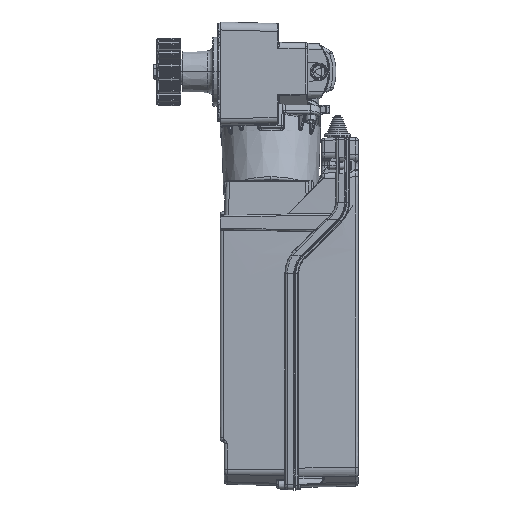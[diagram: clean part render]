
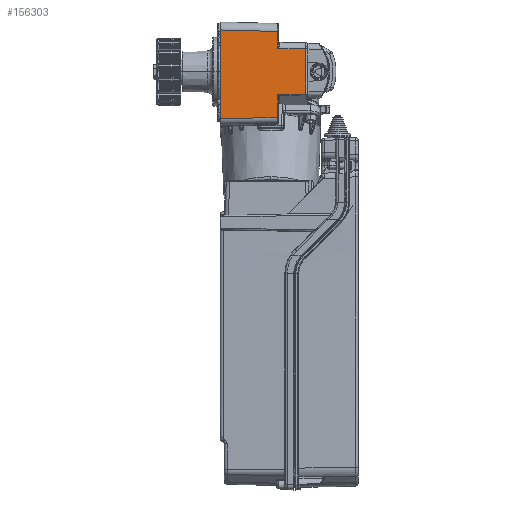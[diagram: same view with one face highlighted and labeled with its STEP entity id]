
A CAD part, left-side view. The second image highlights one B-rep face of the part: STEP entity #156303.
In plain terms, the highlighted planar face has unit normal (-0.999, -0.035, 0).
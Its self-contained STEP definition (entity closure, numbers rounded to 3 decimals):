
#2067 = CARTESIAN_POINT ( 'NONE',  ( -60.504, -85.787, -22.356 ) ) ;
#2393 = EDGE_CURVE ( 'NONE', #118785, #88809, #144090, .T. ) ;
#4319 = VERTEX_POINT ( 'NONE', #2067 ) ;
#4919 = VECTOR ( 'NONE', #95398, 1000. ) ;
#6605 = CARTESIAN_POINT ( 'NONE',  ( -63.5, 0., 42.005 ) ) ;
#7190 = CARTESIAN_POINT ( 'NONE',  ( -61.501, -57.235, -24.808 ) ) ;
#7426 = EDGE_CURVE ( 'NONE', #4319, #124359, #73586, .T. ) ;
#13811 = EDGE_LOOP ( 'NONE', ( #86328, #186228, #39557, #79933, #141902, #136650, #175532, #135473, #161594, #126940 ) ) ;
#24834 = CARTESIAN_POINT ( 'NONE',  ( -61.42, -59.565, -22.482 ) ) ;
#24880 = CARTESIAN_POINT ( 'NONE',  ( -61.484, -57.717, 23.535 ) ) ;
#25486 = CARTESIAN_POINT ( 'NONE',  ( -61.484, -57.717, 23.535 ) ) ;
#26427 = CARTESIAN_POINT ( 'NONE',  ( -63.5, 0., 42.005 ) ) ;
#27548 = PLANE ( 'NONE',  #105622 ) ;
#29925 = DIRECTION ( 'NONE',  ( 0., 0., -1. ) ) ;
#35431 = LINE ( 'NONE', #108161, #4919 ) ;
#36313 = CARTESIAN_POINT ( 'NONE',  ( -60.504, -85.787, 23.045 ) ) ;
#36631 = CARTESIAN_POINT ( 'NONE',  ( -61.471, -58.094, -23.091 ) ) ;
#39557 = ORIENTED_EDGE ( 'NONE', *, *, #7426, .F. ) ;
#40936 = DIRECTION ( 'NONE',  ( -0.035, 0.999, -0.014 ) ) ;
#41221 = DIRECTION ( 'NONE',  ( 0.035, -0.999, -0.017 ) ) ;
#49783 = LINE ( 'NONE', #65501, #175709 ) ;
#51398 = CARTESIAN_POINT ( 'NONE',  ( -61.443, -58.895, -22.602 ) ) ;
#51778 = LINE ( 'NONE', #6605, #81504 ) ;
#53660 = EDGE_CURVE ( 'NONE', #123577, #158184, #49783, .T. ) ;
#57073 = EDGE_CURVE ( 'NONE', #158184, #94630, #179509, .T. ) ;
#58216 = CARTESIAN_POINT ( 'NONE',  ( -61.418, -59.628, -22.479 ) ) ;
#59310 = VECTOR ( 'NONE', #40936, 1000. ) ;
#61528 = CARTESIAN_POINT ( 'NONE',  ( -61.416, -59.691, -22.479 ) ) ;
#65501 = CARTESIAN_POINT ( 'NONE',  ( -61.484, -57.717, 60. ) ) ;
#66146 = CARTESIAN_POINT ( 'NONE',  ( -61.463, -58.344, -22.891 ) ) ;
#71929 = VERTEX_POINT ( 'NONE', #173705 ) ;
#72974 = CARTESIAN_POINT ( 'NONE',  ( -61.422, -59.503, -22.488 ) ) ;
#73586 = LINE ( 'NONE', #75537, #148157 ) ;
#75537 = CARTESIAN_POINT ( 'NONE',  ( -60.504, -85.787, -22.356 ) ) ;
#75672 = EDGE_CURVE ( 'NONE', #173505, #123577, #51778, .T. ) ;
#79933 = ORIENTED_EDGE ( 'NONE', *, *, #105388, .F. ) ;
#81504 = VECTOR ( 'NONE', #128377, 1000. ) ;
#81855 = CARTESIAN_POINT ( 'NONE',  ( -61.422, -59.503, -22.488 ) ) ;
#85066 = EDGE_CURVE ( 'NONE', #193795, #71929, #97541, .T. ) ;
#85782 = CARTESIAN_POINT ( 'NONE',  ( -61.416, -59.691, -22.479 ) ) ;
#85970 = EDGE_CURVE ( 'NONE', #124359, #193795, #87778, .T. ) ;
#86328 = ORIENTED_EDGE ( 'NONE', *, *, #85066, .F. ) ;
#87778 = B_SPLINE_CURVE_WITH_KNOTS ( 'NONE', 3,
 ( #85782, #58216, #24834, #72974 ),
 .UNSPECIFIED., .F., .F.,
 ( 4, 4 ),
 ( 0., 1. ),
 .UNSPECIFIED. ) ;
#88238 = DIRECTION ( 'NONE',  ( 0., 0., -1. ) ) ;
#88809 = VERTEX_POINT ( 'NONE', #166011 ) ;
#92195 = DIRECTION ( 'NONE',  ( -0.035, 0.999, -0.005 ) ) ;
#94630 = VERTEX_POINT ( 'NONE', #36313 ) ;
#95398 = DIRECTION ( 'NONE',  ( 0., 0., -1. ) ) ;
#96603 = CARTESIAN_POINT ( 'NONE',  ( -61.499, -57.292, -24.477 ) ) ;
#97541 = B_SPLINE_CURVE_WITH_KNOTS ( 'NONE', 3,
 ( #81855, #171291, #51398, #66146, #36631, #108406, #183169, #96603, #7190, #187020 ),
 .UNSPECIFIED., .F., .F.,
 ( 4, 2, 2, 2, 4 ),
 ( 0., 0.25, 0.5, 0.75, 1. ),
 .UNSPECIFIED. ) ;
#105355 = CARTESIAN_POINT ( 'NONE',  ( -61.501, -57.235, -46.067 ) ) ;
#105388 = EDGE_CURVE ( 'NONE', #94630, #4319, #134103, .T. ) ;
#105622 = AXIS2_PLACEMENT_3D ( 'NONE', #147437, #132687, #130722 ) ;
#108161 = CARTESIAN_POINT ( 'NONE',  ( -63.5, 0., -80. ) ) ;
#108406 = CARTESIAN_POINT ( 'NONE',  ( -61.486, -57.68, -23.576 ) ) ;
#110180 = FACE_OUTER_BOUND ( 'NONE', #13811, .T. ) ;
#112650 = CARTESIAN_POINT ( 'NONE',  ( -63.507, 0.199, -46.878 ) ) ;
#117050 = EDGE_CURVE ( 'NONE', #71929, #118785, #120580, .T. ) ;
#118009 = VECTOR ( 'NONE', #88238, 1000. ) ;
#118785 = VERTEX_POINT ( 'NONE', #105355 ) ;
#120580 = LINE ( 'NONE', #134367, #118009 ) ;
#123577 = VERTEX_POINT ( 'NONE', #133059 ) ;
#124359 = VERTEX_POINT ( 'NONE', #61528 ) ;
#126940 = ORIENTED_EDGE ( 'NONE', *, *, #117050, .F. ) ;
#128377 = DIRECTION ( 'NONE',  ( 0.035, -0.999, -0.026 ) ) ;
#130722 = DIRECTION ( 'NONE',  ( -0.035, 0.999, 0. ) ) ;
#132687 = DIRECTION ( 'NONE',  ( 0.999, 0.035, 0. ) ) ;
#133059 = CARTESIAN_POINT ( 'NONE',  ( -61.484, -57.717, 40.493 ) ) ;
#134103 = LINE ( 'NONE', #194136, #169639 ) ;
#134367 = CARTESIAN_POINT ( 'NONE',  ( -61.501, -57.235, 60. ) ) ;
#135473 = ORIENTED_EDGE ( 'NONE', *, *, #154153, .T. ) ;
#136650 = ORIENTED_EDGE ( 'NONE', *, *, #53660, .F. ) ;
#141120 = DIRECTION ( 'NONE',  ( 0., 0., -1. ) ) ;
#141902 = ORIENTED_EDGE ( 'NONE', *, *, #57073, .F. ) ;
#143719 = CARTESIAN_POINT ( 'NONE',  ( -61.422, -59.503, -22.488 ) ) ;
#144090 = LINE ( 'NONE', #112650, #59310 ) ;
#147437 = CARTESIAN_POINT ( 'NONE',  ( -63.5, 0., 60. ) ) ;
#148157 = VECTOR ( 'NONE', #92195, 1000. ) ;
#151091 = VECTOR ( 'NONE', #41221, 1000. ) ;
#154153 = EDGE_CURVE ( 'NONE', #173505, #88809, #35431, .T. ) ;
#156303 = ADVANCED_FACE ( 'NONE', ( #110180 ), #27548, .F. ) ;
#158184 = VERTEX_POINT ( 'NONE', #24880 ) ;
#161594 = ORIENTED_EDGE ( 'NONE', *, *, #2393, .F. ) ;
#166011 = CARTESIAN_POINT ( 'NONE',  ( -63.5, 0., -46.875 ) ) ;
#169639 = VECTOR ( 'NONE', #29925, 1000. ) ;
#171291 = CARTESIAN_POINT ( 'NONE',  ( -61.433, -59.196, -22.514 ) ) ;
#173505 = VERTEX_POINT ( 'NONE', #26427 ) ;
#173705 = CARTESIAN_POINT ( 'NONE',  ( -61.501, -57.235, -25.14 ) ) ;
#175532 = ORIENTED_EDGE ( 'NONE', *, *, #75672, .F. ) ;
#175709 = VECTOR ( 'NONE', #141120, 1000. ) ;
#179509 = LINE ( 'NONE', #25486, #151091 ) ;
#183169 = CARTESIAN_POINT ( 'NONE',  ( -61.492, -57.515, -23.861 ) ) ;
#186228 = ORIENTED_EDGE ( 'NONE', *, *, #85970, .F. ) ;
#187020 = CARTESIAN_POINT ( 'NONE',  ( -61.501, -57.235, -25.14 ) ) ;
#193795 = VERTEX_POINT ( 'NONE', #143719 ) ;
#194136 = CARTESIAN_POINT ( 'NONE',  ( -60.504, -85.787, 60. ) ) ;
